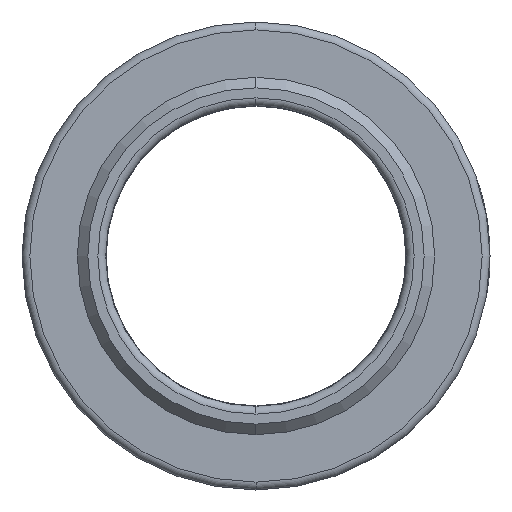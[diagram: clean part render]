
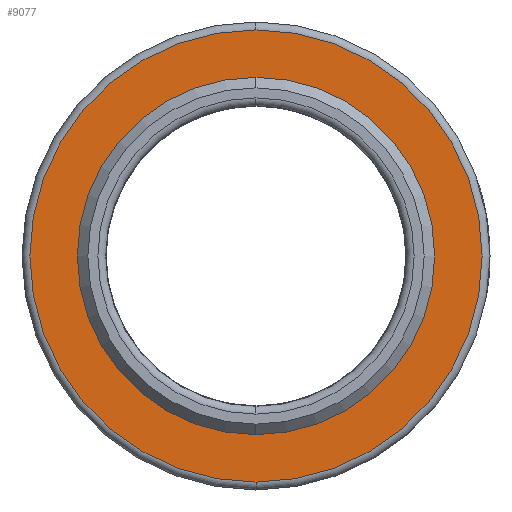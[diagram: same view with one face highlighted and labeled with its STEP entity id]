
A CAD part, front view. The second image highlights one B-rep face of the part: STEP entity #9077.
In plain terms, the highlighted planar face has unit normal (0, -1, 0).
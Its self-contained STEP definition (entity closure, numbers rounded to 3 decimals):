
#251 = CARTESIAN_POINT ( 'NONE',  ( -8.896, -52.838, 5.246 ) ) ;
#542 = ORIENTED_EDGE ( 'NONE', *, *, #14256, .T. ) ;
#1065 = DIRECTION ( 'NONE',  ( 0., -1., 0. ) ) ;
#2334 = CARTESIAN_POINT ( 'NONE',  ( -8.896, -52.838, -9.704 ) ) ;
#2415 = CARTESIAN_POINT ( 'NONE',  ( -8.896, -52.838, -1.104 ) ) ;
#2677 = ORIENTED_EDGE ( 'NONE', *, *, #17554, .T. ) ;
#2712 = VERTEX_POINT ( 'NONE', #251 ) ;
#2734 = DIRECTION ( 'NONE',  ( 0., 1., 0. ) ) ;
#2798 = CARTESIAN_POINT ( 'NONE',  ( -8.896, -52.838, -1.104 ) ) ;
#4104 = DIRECTION ( 'NONE',  ( 0., 0., 1. ) ) ;
#4107 = FACE_OUTER_BOUND ( 'NONE', #11194, .T. ) ;
#4379 = DIRECTION ( 'NONE',  ( 0., 0., 1. ) ) ;
#5242 = AXIS2_PLACEMENT_3D ( 'NONE', #17064, #2734, #7252 ) ;
#5835 = EDGE_LOOP ( 'NONE', ( #2677, #542 ) ) ;
#7252 = DIRECTION ( 'NONE',  ( 1., 0., 0. ) ) ;
#7473 = DIRECTION ( 'NONE',  ( 0., 0., 1. ) ) ;
#7492 = CIRCLE ( 'NONE', #7812, 8.6 ) ;
#7812 = AXIS2_PLACEMENT_3D ( 'NONE', #2415, #18520, #4104 ) ;
#8808 = PLANE ( 'NONE',  #5242 ) ;
#9077 = ADVANCED_FACE ( 'NONE', ( #12263, #4107 ), #8808, .F. ) ;
#9319 = AXIS2_PLACEMENT_3D ( 'NONE', #11175, #17542, #18464 ) ;
#9452 = AXIS2_PLACEMENT_3D ( 'NONE', #2798, #20266, #4379 ) ;
#10806 = CARTESIAN_POINT ( 'NONE',  ( -8.896, -52.838, -7.454 ) ) ;
#11175 = CARTESIAN_POINT ( 'NONE',  ( -8.896, -52.838, -1.104 ) ) ;
#11178 = ORIENTED_EDGE ( 'NONE', *, *, #15680, .T. ) ;
#11194 = EDGE_LOOP ( 'NONE', ( #18388, #11178 ) ) ;
#12263 = FACE_BOUND ( 'NONE', #5835, .T. ) ;
#12313 = VERTEX_POINT ( 'NONE', #10806 ) ;
#13454 = CIRCLE ( 'NONE', #9452, 6.35 ) ;
#13668 = CIRCLE ( 'NONE', #9319, 6.35 ) ;
#14164 = VERTEX_POINT ( 'NONE', #14193 ) ;
#14193 = CARTESIAN_POINT ( 'NONE',  ( -8.896, -52.838, 7.496 ) ) ;
#14256 = EDGE_CURVE ( 'NONE', #12313, #2712, #13668, .T. ) ;
#14660 = CIRCLE ( 'NONE', #15332, 8.6 ) ;
#15332 = AXIS2_PLACEMENT_3D ( 'NONE', #20005, #1065, #7473 ) ;
#15680 = EDGE_CURVE ( 'NONE', #18063, #14164, #14660, .T. ) ;
#17064 = CARTESIAN_POINT ( 'NONE',  ( -8.896, -52.838, -1.104 ) ) ;
#17542 = DIRECTION ( 'NONE',  ( 0., 1., 0. ) ) ;
#17554 = EDGE_CURVE ( 'NONE', #2712, #12313, #13454, .T. ) ;
#18063 = VERTEX_POINT ( 'NONE', #2334 ) ;
#18388 = ORIENTED_EDGE ( 'NONE', *, *, #19912, .T. ) ;
#18464 = DIRECTION ( 'NONE',  ( 0., 0., 1. ) ) ;
#18520 = DIRECTION ( 'NONE',  ( 0., -1., 0. ) ) ;
#19912 = EDGE_CURVE ( 'NONE', #14164, #18063, #7492, .T. ) ;
#20005 = CARTESIAN_POINT ( 'NONE',  ( -8.896, -52.838, -1.104 ) ) ;
#20266 = DIRECTION ( 'NONE',  ( 0., 1., 0. ) ) ;
